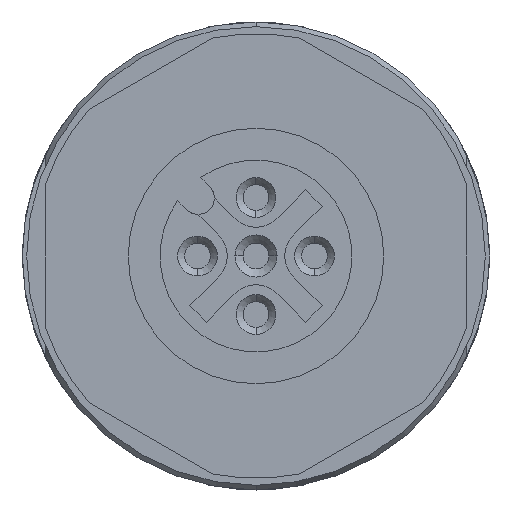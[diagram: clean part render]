
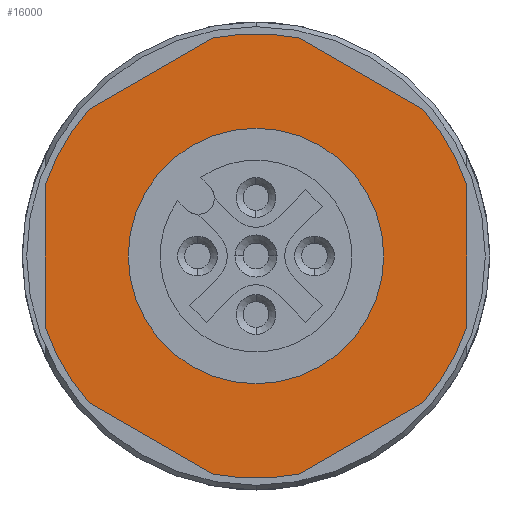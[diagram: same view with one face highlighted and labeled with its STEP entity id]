
A CAD part, front view. The second image highlights one B-rep face of the part: STEP entity #16000.
In plain terms, the highlighted face is planar.
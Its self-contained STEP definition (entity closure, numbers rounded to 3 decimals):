
#14560=CARTESIAN_POINT('',(-12.2,5.459,0.));
#14570=VERTEX_POINT('',#14560);
#14650=CARTESIAN_POINT('',(-12.2,-5.459,0.));
#14660=VERTEX_POINT('',#14650);
#14690=CARTESIAN_POINT('',(-12.2,0.,
0.));
#14700=DIRECTION('',(1.,0.,0.));
#14710=DIRECTION('',(0.,-1.,0.));
#14720=AXIS2_PLACEMENT_3D('',#14690,#14700,#14710);
#14730=CIRCLE('',#14720,5.459);
#14740=EDGE_CURVE('',#14660,#14570,#14730,.T.);
#14860=CARTESIAN_POINT('',(-12.2,-9.451,9.976));
#14870=DIRECTION('',(-1.,0.,0.));
#14880=DIRECTION('',(0.,1.,0.));
#14890=AXIS2_PLACEMENT_3D('',#14860,#14870,#14880);
#14900=PLANE('',#14890);
#14910=CARTESIAN_POINT('',(-12.2,0.,-10.392));
#14920=DIRECTION('',(0.,-0.866,-0.5));
#14930=VECTOR('',#14920,1.);
#14940=LINE('',#14910,#14930);
#14950=CARTESIAN_POINT('',(-12.2,7.134,-6.274));
#14960=VERTEX_POINT('',#14950);
#14970=CARTESIAN_POINT('',(-12.2,1.866,-9.315));
#14980=VERTEX_POINT('',#14970);
#14990=EDGE_CURVE('',#14960,#14980,#14940,.T.);
#15000=ORIENTED_EDGE('',*,*,#14990,.T.);
#15010=CARTESIAN_POINT('',(-12.2,0.,
0.));
#15020=DIRECTION('',(1.,0.,0.));
#15030=DIRECTION('',(0.,-1.,0.));
#15040=AXIS2_PLACEMENT_3D('',#15010,#15020,#15030);
#15050=CIRCLE('',#15040,9.5);
#15060=CARTESIAN_POINT('',(-12.2,9.,-3.041));
#15070=VERTEX_POINT('',#15060);
#15080=EDGE_CURVE('',#14960,#15070,#15050,.T.);
#15090=ORIENTED_EDGE('',*,*,#15080,.F.);
#15100=CARTESIAN_POINT('',(-12.2,9.,0.));
#15110=DIRECTION('',(0.,0.,-1.));
#15120=VECTOR('',#15110,1.);
#15130=LINE('',#15100,#15120);
#15140=CARTESIAN_POINT('',(-12.2,9.,3.041));
#15150=VERTEX_POINT('',#15140);
#15160=EDGE_CURVE('',#15150,#15070,#15130,.T.);
#15170=ORIENTED_EDGE('',*,*,#15160,.T.);
#15180=CARTESIAN_POINT('',(-12.2,0.,
0.));
#15190=DIRECTION('',(1.,0.,0.));
#15200=DIRECTION('',(0.,-1.,0.));
#15210=AXIS2_PLACEMENT_3D('',#15180,#15190,#15200);
#15220=CIRCLE('',#15210,9.5);
#15230=CARTESIAN_POINT('',(-12.2,7.134,6.274));
#15240=VERTEX_POINT('',#15230);
#15250=EDGE_CURVE('',#15150,#15240,#15220,.T.);
#15260=ORIENTED_EDGE('',*,*,#15250,.F.);
#15270=CARTESIAN_POINT('',(-12.2,0.,10.392));
#15280=DIRECTION('',(0.,0.866,-0.5));
#15290=VECTOR('',#15280,1.);
#15300=LINE('',#15270,#15290);
#15310=CARTESIAN_POINT('',(-12.2,1.866,9.315));
#15320=VERTEX_POINT('',#15310);
#15330=EDGE_CURVE('',#15320,#15240,#15300,.T.);
#15340=ORIENTED_EDGE('',*,*,#15330,.T.);
#15350=CARTESIAN_POINT('',(-12.2,0.,
0.));
#15360=DIRECTION('',(1.,0.,0.));
#15370=DIRECTION('',(0.,-1.,0.));
#15380=AXIS2_PLACEMENT_3D('',#15350,#15360,#15370);
#15390=CIRCLE('',#15380,9.5);
#15400=CARTESIAN_POINT('',(-12.2,-1.866,9.315));
#15410=VERTEX_POINT('',#15400);
#15420=EDGE_CURVE('',#15320,#15410,#15390,.T.);
#15430=ORIENTED_EDGE('',*,*,#15420,.F.);
#15440=CARTESIAN_POINT('',(-12.2,0.,10.392));
#15450=DIRECTION('',(0.,0.866,0.5));
#15460=VECTOR('',#15450,1.);
#15470=LINE('',#15440,#15460);
#15480=CARTESIAN_POINT('',(-12.2,-7.134,6.274));
#15490=VERTEX_POINT('',#15480);
#15500=EDGE_CURVE('',#15490,#15410,#15470,.T.);
#15510=ORIENTED_EDGE('',*,*,#15500,.T.);
#15520=CARTESIAN_POINT('',(-12.2,0.,
0.));
#15530=DIRECTION('',(1.,0.,0.));
#15540=DIRECTION('',(0.,-1.,0.));
#15550=AXIS2_PLACEMENT_3D('',#15520,#15530,#15540);
#15560=CIRCLE('',#15550,9.5);
#15570=CARTESIAN_POINT('',(-12.2,-9.,3.041));
#15580=VERTEX_POINT('',#15570);
#15590=EDGE_CURVE('',#15490,#15580,#15560,.T.);
#15600=ORIENTED_EDGE('',*,*,#15590,.F.);
#15610=CARTESIAN_POINT('',(-12.2,-9.,0.));
#15620=DIRECTION('',(0.,0.,1.));
#15630=VECTOR('',#15620,1.);
#15640=LINE('',#15610,#15630);
#15650=CARTESIAN_POINT('',(-12.2,-9.,-3.041));
#15660=VERTEX_POINT('',#15650);
#15670=EDGE_CURVE('',#15660,#15580,#15640,.T.);
#15680=ORIENTED_EDGE('',*,*,#15670,.T.);
#15690=CARTESIAN_POINT('',(-12.2,0.,
0.));
#15700=DIRECTION('',(1.,0.,0.));
#15710=DIRECTION('',(0.,-1.,0.));
#15720=AXIS2_PLACEMENT_3D('',#15690,#15700,#15710);
#15730=CIRCLE('',#15720,9.5);
#15740=CARTESIAN_POINT('',(-12.2,-7.134,-6.274));
#15750=VERTEX_POINT('',#15740);
#15760=EDGE_CURVE('',#15660,#15750,#15730,.T.);
#15770=ORIENTED_EDGE('',*,*,#15760,.F.);
#15780=CARTESIAN_POINT('',(-12.2,0.,-10.392));
#15790=DIRECTION('',(0.,-0.866,0.5));
#15800=VECTOR('',#15790,1.);
#15810=LINE('',#15780,#15800);
#15820=CARTESIAN_POINT('',(-12.2,-1.866,-9.315));
#15830=VERTEX_POINT('',#15820);
#15840=EDGE_CURVE('',#15830,#15750,#15810,.T.);
#15850=ORIENTED_EDGE('',*,*,#15840,.T.);
#15860=CARTESIAN_POINT('',(-12.2,0.,
0.));
#15870=DIRECTION('',(1.,0.,0.));
#15880=DIRECTION('',(0.,-1.,0.));
#15890=AXIS2_PLACEMENT_3D('',#15860,#15870,#15880);
#15900=CIRCLE('',#15890,9.5);
#15910=EDGE_CURVE('',#15830,#14980,#15900,.T.);
#15920=ORIENTED_EDGE('',*,*,#15910,.F.);
#15930=EDGE_LOOP('',(#15920,#15850,#15770,#15680,#15600,#15510,#15430,
#15340,#15260,#15170,#15090,#15000));
#15940=FACE_OUTER_BOUND('',#15930,.T.);
#15950=EDGE_CURVE('',#14570,#14660,#14730,.T.);
#15960=ORIENTED_EDGE('',*,*,#15950,.T.);
#15970=ORIENTED_EDGE('',*,*,#14740,.T.);
#15980=EDGE_LOOP('',(#15970,#15960));
#15990=FACE_BOUND('',#15980,.T.);
#16000=ADVANCED_FACE('',(#15940,#15990),#14900,.T.);
